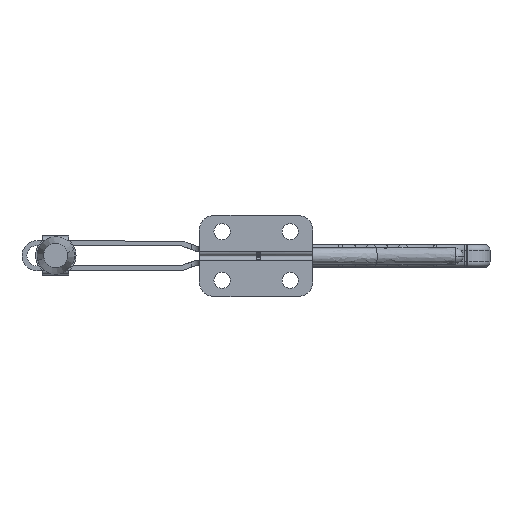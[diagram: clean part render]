
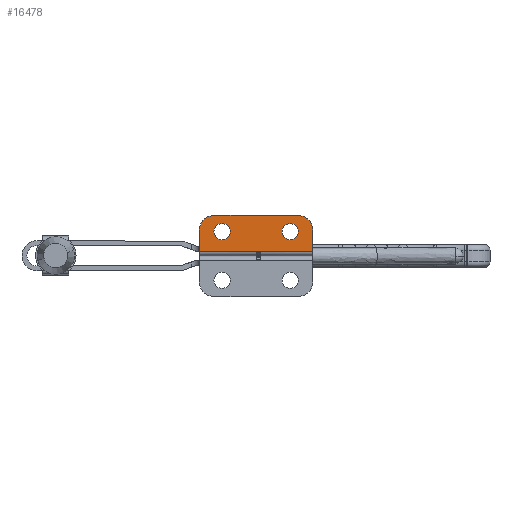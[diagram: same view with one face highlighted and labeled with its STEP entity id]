
A CAD part, front view. The second image highlights one B-rep face of the part: STEP entity #16478.
In plain terms, the highlighted planar face has unit normal (0, -1, 0).
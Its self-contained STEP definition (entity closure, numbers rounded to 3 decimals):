
#505 = ORIENTED_EDGE ( 'NONE', *, *, #4282, .T. ) ;
#643 = CIRCLE ( 'NONE', #15537, 5. ) ;
#763 = DIRECTION ( 'NONE',  ( 1., 0., 0. ) ) ;
#972 = PLANE ( 'NONE',  #14377 ) ;
#1840 = CARTESIAN_POINT ( 'NONE',  ( 70., 0., 3. ) ) ;
#3000 = DIRECTION ( 'NONE',  ( 0., 0., 1. ) ) ;
#3134 = VERTEX_POINT ( 'NONE', #22928 ) ;
#3303 = EDGE_CURVE ( 'NONE', #33392, #41595, #34505, .T. ) ;
#3335 = VERTEX_POINT ( 'NONE', #48712 ) ;
#3521 = DIRECTION ( 'NONE',  ( 0., 0., 1. ) ) ;
#4282 = EDGE_CURVE ( 'NONE', #3134, #33392, #49692, .T. ) ;
#4994 = ORIENTED_EDGE ( 'NONE', *, *, #29545, .F. ) ;
#5209 = DIRECTION ( 'NONE',  ( 0., 1., 0. ) ) ;
#5593 = VERTEX_POINT ( 'NONE', #17480 ) ;
#6475 = CARTESIAN_POINT ( 'NONE',  ( 0., 0., 3. ) ) ;
#6485 = DIRECTION ( 'NONE',  ( 1., 0., 0. ) ) ;
#6806 = DIRECTION ( 'NONE',  ( 0., 1., 0. ) ) ;
#7891 = EDGE_CURVE ( 'NONE', #48367, #53940, #43523, .T. ) ;
#8382 = FACE_BOUND ( 'NONE', #22011, .T. ) ;
#8693 = VERTEX_POINT ( 'NONE', #50904 ) ;
#8907 = ORIENTED_EDGE ( 'NONE', *, *, #7891, .T. ) ;
#10271 = DIRECTION ( 'NONE',  ( 0., 0., -1. ) ) ;
#10299 = CARTESIAN_POINT ( 'NONE',  ( 70., 0., 3. ) ) ;
#10357 = CARTESIAN_POINT ( 'NONE',  ( 56., 0., 20. ) ) ;
#12207 = CARTESIAN_POINT ( 'NONE',  ( 14., 0., 15. ) ) ;
#12234 = VECTOR ( 'NONE', #10271, 1000. ) ;
#13485 = VECTOR ( 'NONE', #6485, 1000. ) ;
#14208 = CARTESIAN_POINT ( 'NONE',  ( 56., 0., 15. ) ) ;
#14264 = ORIENTED_EDGE ( 'NONE', *, *, #29311, .T. ) ;
#14377 = AXIS2_PLACEMENT_3D ( 'NONE', #30295, #5209, #34564 ) ;
#14477 = CARTESIAN_POINT ( 'NONE',  ( 14., 0., 15. ) ) ;
#14484 = CIRCLE ( 'NONE', #46156, 9. ) ;
#15537 = AXIS2_PLACEMENT_3D ( 'NONE', #12207, #41591, #16423 ) ;
#15573 = CARTESIAN_POINT ( 'NONE',  ( 70., 0., 16. ) ) ;
#16423 = DIRECTION ( 'NONE',  ( 0., 0., 1. ) ) ;
#16478 = ADVANCED_FACE ( 'NONE', ( #53070, #8382, #40607 ), #972, .F. ) ;
#17480 = CARTESIAN_POINT ( 'NONE',  ( 56., 0., 10. ) ) ;
#18408 = DIRECTION ( 'NONE',  ( 0., 0., 1. ) ) ;
#18630 = DIRECTION ( 'NONE',  ( 0., 0., 1. ) ) ;
#20225 = AXIS2_PLACEMENT_3D ( 'NONE', #14208, #43604, #18408 ) ;
#20251 = EDGE_CURVE ( 'NONE', #3335, #50263, #14484, .T. ) ;
#22011 = EDGE_LOOP ( 'NONE', ( #14264, #8907 ) ) ;
#22050 = ORIENTED_EDGE ( 'NONE', *, *, #48326, .F. ) ;
#22928 = CARTESIAN_POINT ( 'NONE',  ( 0., 0., 16. ) ) ;
#23595 = ORIENTED_EDGE ( 'NONE', *, *, #3303, .T. ) ;
#24981 = CIRCLE ( 'NONE', #35573, 5. ) ;
#26219 = VERTEX_POINT ( 'NONE', #10357 ) ;
#27054 = ORIENTED_EDGE ( 'NONE', *, *, #41770, .T. ) ;
#27127 = ORIENTED_EDGE ( 'NONE', *, *, #36969, .T. ) ;
#27284 = VECTOR ( 'NONE', #35865, 1000. ) ;
#27963 = ORIENTED_EDGE ( 'NONE', *, *, #49811, .F. ) ;
#28112 = DIRECTION ( 'NONE',  ( 0., 1., 0. ) ) ;
#28612 = DIRECTION ( 'NONE',  ( 0., 1., 0. ) ) ;
#29311 = EDGE_CURVE ( 'NONE', #53940, #48367, #643, .T. ) ;
#29545 = EDGE_CURVE ( 'NONE', #8693, #3335, #49944, .T. ) ;
#30295 = CARTESIAN_POINT ( 'NONE',  ( 0., 0., 3. ) ) ;
#31311 = EDGE_LOOP ( 'NONE', ( #505, #23595, #27963, #53710, #4994, #22050 ) ) ;
#31592 = CARTESIAN_POINT ( 'NONE',  ( 0., 0., 3. ) ) ;
#31911 = CARTESIAN_POINT ( 'NONE',  ( 61., 0., 16. ) ) ;
#33392 = VERTEX_POINT ( 'NONE', #49931 ) ;
#34505 = LINE ( 'NONE', #31592, #13485 ) ;
#34516 = LINE ( 'NONE', #1840, #12234 ) ;
#34564 = DIRECTION ( 'NONE',  ( 0., 0., 1. ) ) ;
#35573 = AXIS2_PLACEMENT_3D ( 'NONE', #53842, #28612, #3521 ) ;
#35865 = DIRECTION ( 'NONE',  ( 0., 0., -1. ) ) ;
#36211 = DIRECTION ( 'NONE',  ( 0., 0., 1. ) ) ;
#36969 = EDGE_CURVE ( 'NONE', #5593, #26219, #48825, .T. ) ;
#39245 = AXIS2_PLACEMENT_3D ( 'NONE', #53314, #28112, #3000 ) ;
#40607 = FACE_BOUND ( 'NONE', #51978, .T. ) ;
#41188 = CARTESIAN_POINT ( 'NONE',  ( 14., 0., 20. ) ) ;
#41591 = DIRECTION ( 'NONE',  ( 0., 1., 0. ) ) ;
#41595 = VERTEX_POINT ( 'NONE', #10299 ) ;
#41770 = EDGE_CURVE ( 'NONE', #26219, #5593, #24981, .T. ) ;
#43523 = CIRCLE ( 'NONE', #52179, 5. ) ;
#43604 = DIRECTION ( 'NONE',  ( 0., 1., 0. ) ) ;
#43874 = DIRECTION ( 'NONE',  ( 0., 1., 0. ) ) ;
#46156 = AXIS2_PLACEMENT_3D ( 'NONE', #31911, #6806, #36211 ) ;
#46325 = CIRCLE ( 'NONE', #39245, 9. ) ;
#46644 = CARTESIAN_POINT ( 'NONE',  ( 14., 0., 10. ) ) ;
#48326 = EDGE_CURVE ( 'NONE', #3134, #8693, #46325, .T. ) ;
#48367 = VERTEX_POINT ( 'NONE', #41188 ) ;
#48606 = VECTOR ( 'NONE', #763, 1000. ) ;
#48712 = CARTESIAN_POINT ( 'NONE',  ( 61., 0., 25. ) ) ;
#48825 = CIRCLE ( 'NONE', #20225, 5. ) ;
#49692 = LINE ( 'NONE', #6475, #27284 ) ;
#49811 = EDGE_CURVE ( 'NONE', #50263, #41595, #34516, .T. ) ;
#49931 = CARTESIAN_POINT ( 'NONE',  ( 0., 0., 3. ) ) ;
#49944 = LINE ( 'NONE', #51062, #48606 ) ;
#50263 = VERTEX_POINT ( 'NONE', #15573 ) ;
#50904 = CARTESIAN_POINT ( 'NONE',  ( 9., 0., 25. ) ) ;
#51062 = CARTESIAN_POINT ( 'NONE',  ( 9., 0., 25. ) ) ;
#51978 = EDGE_LOOP ( 'NONE', ( #27127, #27054 ) ) ;
#52179 = AXIS2_PLACEMENT_3D ( 'NONE', #14477, #43874, #18630 ) ;
#53070 = FACE_OUTER_BOUND ( 'NONE', #31311, .T. ) ;
#53314 = CARTESIAN_POINT ( 'NONE',  ( 9., 0., 16. ) ) ;
#53710 = ORIENTED_EDGE ( 'NONE', *, *, #20251, .F. ) ;
#53842 = CARTESIAN_POINT ( 'NONE',  ( 56., 0., 15. ) ) ;
#53940 = VERTEX_POINT ( 'NONE', #46644 ) ;
